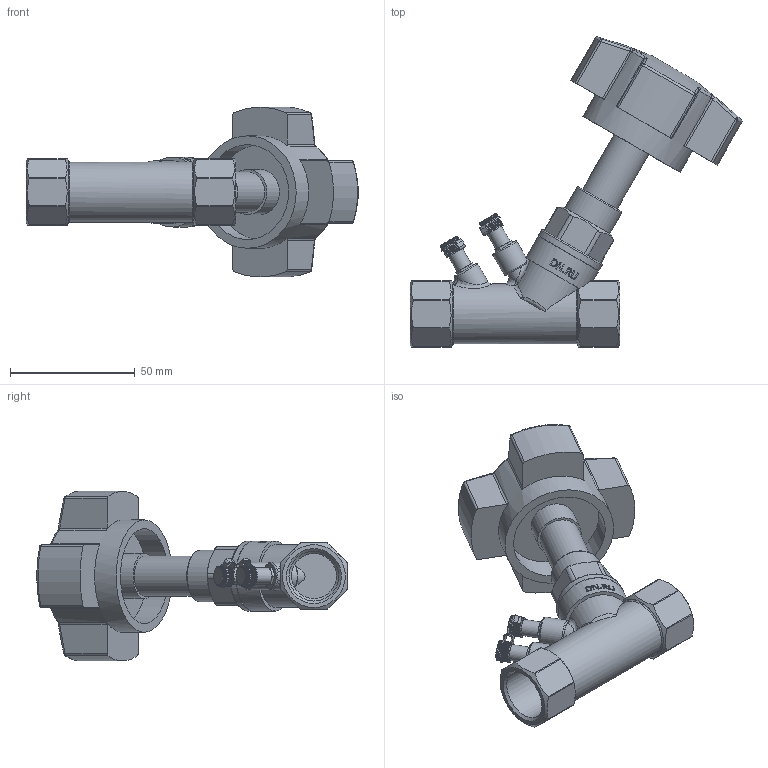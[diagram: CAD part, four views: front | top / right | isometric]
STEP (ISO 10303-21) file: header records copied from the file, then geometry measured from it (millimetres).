
FILE_DESCRIPTION(/* description */ (''),/* implementation_level */ '2;1');
FILE_NAME(/* name */ 'DN20_3D_STEP.stp',/* time_stamp */ '2024-03-20T16:00:31+03:00',/* author */ ('igorr'),/* organization */ (''),/* preprocessor_version */ 'ST-DEVELOPER v19.2',/* originating_system */ 'Autodesk Inventor 2023',/* authorisation */ '');
FILE_SCHEMA (('AUTOMOTIVE_DESIGN { 1 0 10303 214 3 1 1 }'));
Length unit declared in the file: millimetre
Products named in the file (3): Сборка; Деталь1; Деталь2
Assembly tree (2 placements, depth 2):
  Сборка
    Деталь1
    Деталь2
Bounding box: 132.89 x 124.1 x 67.9 mm (x, y, z)
Volume: 124189.8 mm3; surface area: 32787.4 mm2
Topology: 2 solids, 4 shells, 1085 faces, 2832 edges, 1783 vertices
Faces by surface type: plane 857, cylinder 104, bspline 76, torus 20, cone 18, sphere 10
Full cylindrical faces by diameter (mm): 6.5 x2, 11 x1, 15 x1, 16 x1, 17.157 x1, 18 x2, 20 x2, 20.697 x1, 24 x1, 28 x2, 38 x1, 45 x1
Entity records: 35788 total; most frequent: CARTESIAN_POINT 9337, ORIENTED_EDGE 5660, DIRECTION 4742, EDGE_CURVE 2830, LINE 1800, VECTOR 1800, VERTEX_POINT 1783, AXIS2_PLACEMENT_3D 1471
